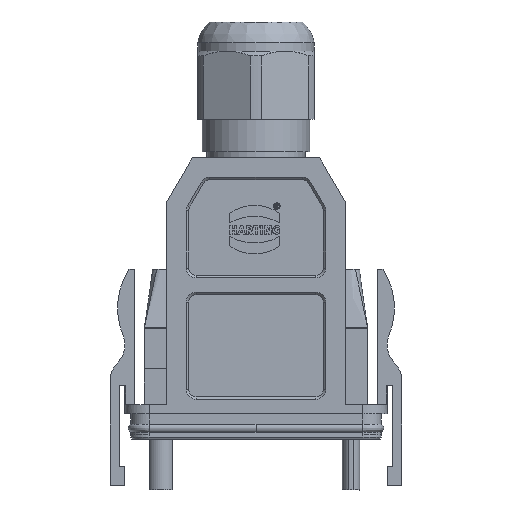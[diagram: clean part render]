
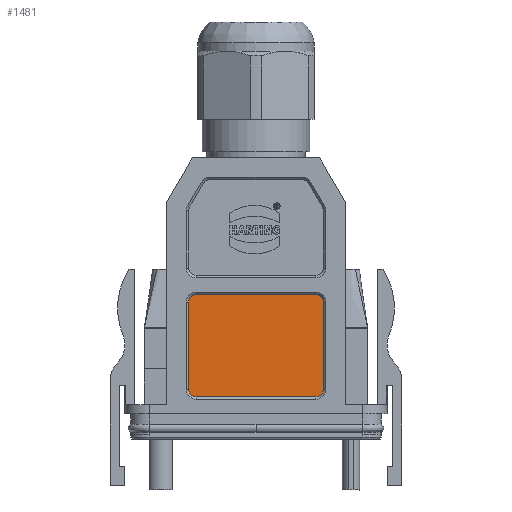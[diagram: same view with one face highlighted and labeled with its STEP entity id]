
A CAD part, front view. The second image highlights one B-rep face of the part: STEP entity #1481.
In plain terms, the highlighted planar face has unit normal (0, -1, 0).
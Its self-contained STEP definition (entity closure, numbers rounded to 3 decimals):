
#1100=FACE_OUTER_BOUND('',#2240,.T.);
#1481=ADVANCED_FACE('',(#1100),#1842,.T.);
#1842=PLANE('',#10285);
#2240=EDGE_LOOP('',(#3126,#3127,#3128,#3129,#3130,#3131,#3132,#3133));
#3126=ORIENTED_EDGE('',*,*,#6095,.T.);
#3127=ORIENTED_EDGE('',*,*,#6091,.T.);
#3128=ORIENTED_EDGE('',*,*,#6088,.T.);
#3129=ORIENTED_EDGE('',*,*,#6085,.T.);
#3130=ORIENTED_EDGE('',*,*,#6096,.T.);
#3131=ORIENTED_EDGE('',*,*,#6076,.T.);
#3132=ORIENTED_EDGE('',*,*,#6080,.T.);
#3133=ORIENTED_EDGE('',*,*,#6083,.T.);
#5199=VERTEX_POINT('',#14311);
#5200=VERTEX_POINT('',#14313);
#5202=VERTEX_POINT('',#14319);
#5204=VERTEX_POINT('',#14325);
#5205=VERTEX_POINT('',#14329);
#5207=VERTEX_POINT('',#14332);
#5209=VERTEX_POINT('',#14338);
#5211=VERTEX_POINT('',#14344);
#6076=EDGE_CURVE('',#5200,#5199,#7211,.T.);
#6080=EDGE_CURVE('',#5199,#5202,#8238,.T.);
#6083=EDGE_CURVE('',#5202,#5204,#7213,.T.);
#6085=EDGE_CURVE('',#5207,#5205,#7214,.T.);
#6088=EDGE_CURVE('',#5209,#5207,#8242,.T.);
#6091=EDGE_CURVE('',#5211,#5209,#7216,.T.);
#6095=EDGE_CURVE('',#5204,#5211,#8247,.T.);
#6096=EDGE_CURVE('',#5205,#5200,#8248,.T.);
#7211=CIRCLE('',#10271,1.5);
#7213=CIRCLE('',#10275,1.5);
#7214=CIRCLE('',#10277,1.5);
#7216=CIRCLE('',#10281,1.5);
#8238=LINE('',#14320,#9104);
#8242=LINE('',#14337,#9108);
#8247=LINE('',#14350,#9113);
#8248=LINE('',#14352,#9114);
#9104=VECTOR('',#11452,1.);
#9108=VECTOR('',#11470,1.);
#9113=VECTOR('',#11483,1.);
#9114=VECTOR('',#11486,1.);
#10271=AXIS2_PLACEMENT_3D('',#14312,#11445,#11446);
#10275=AXIS2_PLACEMENT_3D('',#14326,#11458,#11459);
#10277=AXIS2_PLACEMENT_3D('',#14331,#11463,#11464);
#10281=AXIS2_PLACEMENT_3D('',#14343,#11475,#11476);
#10285=AXIS2_PLACEMENT_3D('',#14353,#11487,#11488);
#11445=DIRECTION('',(0.,-1.,0.));
#11446=DIRECTION('',(0.,0.,1.));
#11452=DIRECTION('',(0.,0.,-1.));
#11458=DIRECTION('',(0.,-1.,0.));
#11459=DIRECTION('',(-1.,0.,0.));
#11463=DIRECTION('',(0.,-1.,0.));
#11464=DIRECTION('',(1.,0.,0.));
#11470=DIRECTION('',(0.,0.,1.));
#11475=DIRECTION('',(0.,-1.,0.));
#11476=DIRECTION('',(0.,0.,-1.));
#11483=DIRECTION('',(1.,0.,0.));
#11486=DIRECTION('',(-1.,0.,0.));
#11487=DIRECTION('',(0.,-1.,0.));
#11488=DIRECTION('',(0.,0.,1.));
#14311=CARTESIAN_POINT('',(-13.85,-10.4,23.));
#14312=CARTESIAN_POINT('',(-12.35,-10.4,23.));
#14313=CARTESIAN_POINT('',(-12.35,-10.4,24.5));
#14319=CARTESIAN_POINT('',(-13.85,-10.4,5.));
#14320=CARTESIAN_POINT('',(-13.85,-10.4,23.));
#14325=CARTESIAN_POINT('',(-12.35,-10.4,3.5));
#14326=CARTESIAN_POINT('',(-12.35,-10.4,5.));
#14329=CARTESIAN_POINT('',(12.35,-10.4,24.5));
#14331=CARTESIAN_POINT('',(12.35,-10.4,23.));
#14332=CARTESIAN_POINT('',(13.85,-10.4,23.));
#14337=CARTESIAN_POINT('',(13.85,-10.4,5.));
#14338=CARTESIAN_POINT('',(13.85,-10.4,5.));
#14343=CARTESIAN_POINT('',(12.35,-10.4,5.));
#14344=CARTESIAN_POINT('',(12.35,-10.4,3.5));
#14350=CARTESIAN_POINT('',(-12.35,-10.4,3.5));
#14352=CARTESIAN_POINT('',(12.35,-10.4,24.5));
#14353=CARTESIAN_POINT('',(14.891,-10.4,2.35));
